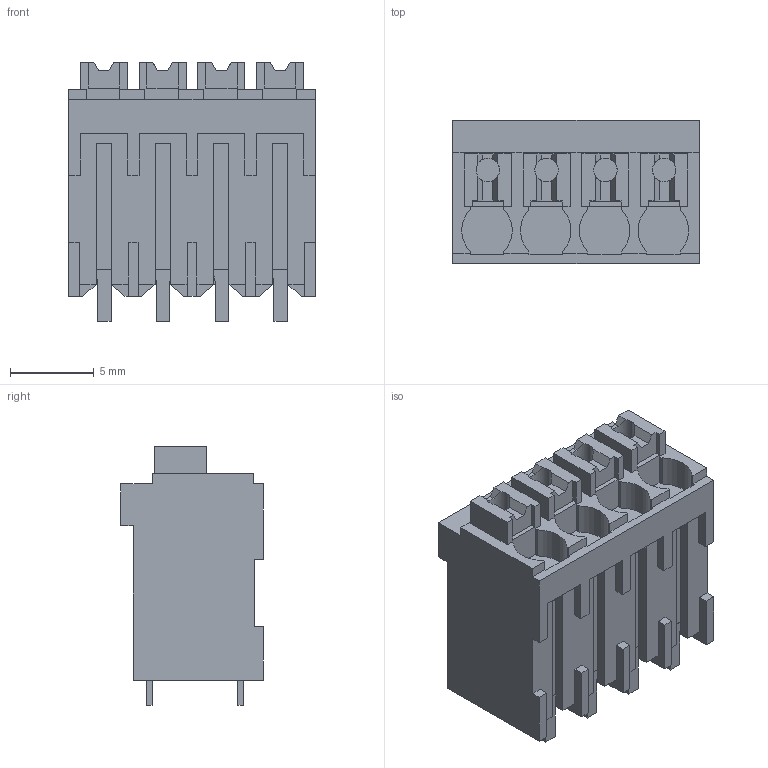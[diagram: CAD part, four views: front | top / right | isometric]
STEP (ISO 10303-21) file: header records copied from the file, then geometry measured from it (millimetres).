
FILE_DESCRIPTION(('CATIA V5 STEP Exchange','CAx-IF Rec.Pracs.--- Model Styling and Organization---1.2---2011-12-15'),'2;1');
FILE_NAME ('D1457920_0_1870660000_1870660000.stp','2018-03-20T05:07:32+00:00',('none'),('Weidmueller'),'CATIA Version 5-6 Release 2014','CATIA V5 STEP AP214','none');
FILE_SCHEMA(('AUTOMOTIVE_DESIGN { 1 0 10303 214 1 1 1 1 }'));
Length unit declared in the file: millimetre
Products named in the file (1): 1870660000
Bounding box: 14.7 x 8.5 x 15.42 mm (x, y, z)
Volume: 1162.7 mm3; surface area: 1407.6 mm2
Topology: 13 solids, 13 shells, 336 faces, 957 edges, 643 vertices
Faces by surface type: plane 320, cylinder 16
Entity records: 10733 total; most frequent: CARTESIAN_POINT 2109, ORIENTED_EDGE 1914, DIRECTION 1437, EDGE_CURVE 957, VECTOR 893, LINE 893, VERTEX_POINT 643, EDGE_LOOP 340
